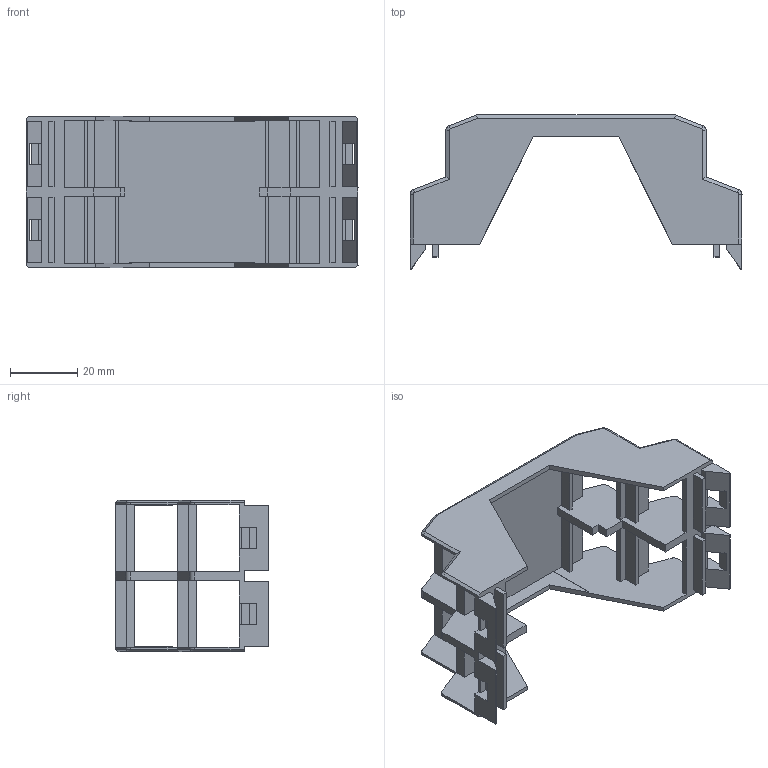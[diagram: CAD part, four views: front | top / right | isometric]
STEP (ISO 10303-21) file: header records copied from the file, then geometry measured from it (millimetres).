
FILE_DESCRIPTION(('Creo Elements/Direct Modeling STEP Export'),'2;1');
FILE_NAME('model.stp','2020-11-12T11:48:41',(''),(''),'Creo Elements/Direct Modeling STEP processor for AP214 (Solid Model)','Creo Elements/Direct Modeling 20.1A 29-Sep-2018 (C) Parametric Technology GmbH','');
FILE_SCHEMA(('AUTOMOTIVE_DESIGN { 1 0 10303 214 1 1 1 1 }'));
Length unit declared in the file: millimetre
Products named in the file (2): ME_45_OT-MSTBO_TECDOC__00276796
Assembly tree (1 placements, depth 2):
  ME_45_OT-MSTBO_TECDOC__00276796
    ME_45_OT-MSTBO_TECDOC__00276796
Bounding box: 99 x 45.85 x 45.2 mm (x, y, z)
Volume: 19677.6 mm3; surface area: 23616.7 mm2
Topology: 1 solids, 1 shells, 249 faces, 724 edges, 464 vertices
Faces by surface type: plane 223, cylinder 18, cone 8
Entity records: 7882 total; most frequent: ORIENTED_EDGE 1448, CARTESIAN_POINT 1392, DIRECTION 1186, EDGE_CURVE 724, VECTOR 670, LINE 670, VERTEX_POINT 464, EDGE_LOOP 260
